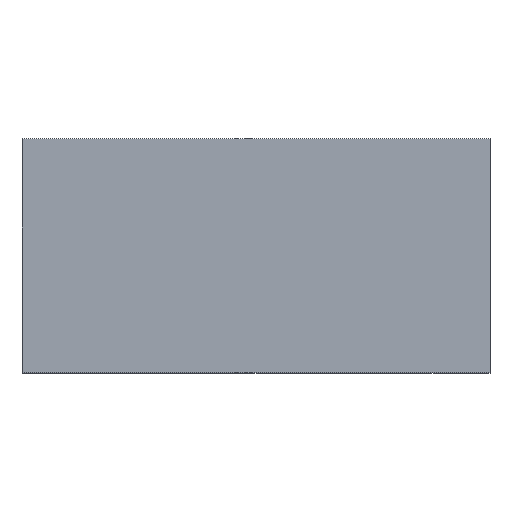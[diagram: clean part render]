
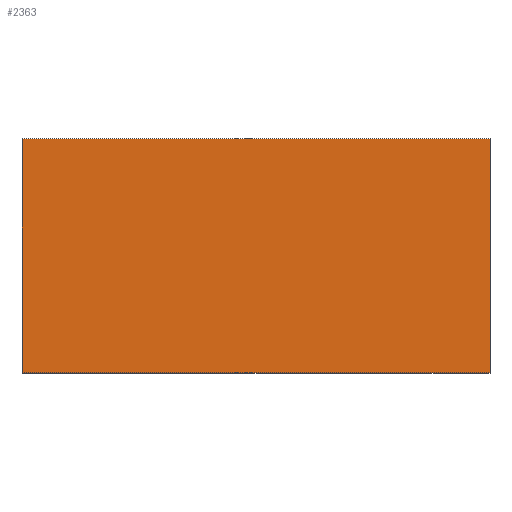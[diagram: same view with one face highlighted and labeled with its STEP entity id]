
A CAD part, top view. The second image highlights one B-rep face of the part: STEP entity #2363.
In plain terms, the highlighted planar face has unit normal (0, 0, 1).
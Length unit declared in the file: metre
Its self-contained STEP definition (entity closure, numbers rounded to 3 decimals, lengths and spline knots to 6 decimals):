
#241=LINE('',#4236,#432);
#242=LINE('',#4239,#433);
#243=LINE('',#4241,#434);
#244=LINE('',#4243,#435);
#432=VECTOR('',#2803,1.);
#433=VECTOR('',#2804,1.);
#434=VECTOR('',#2805,1.);
#435=VECTOR('',#2806,1.);
#517=PLANE('',#2456);
#879=ORIENTED_EDGE('',*,*,#1197,.T.);
#880=ORIENTED_EDGE('',*,*,#1198,.F.);
#881=ORIENTED_EDGE('',*,*,#1199,.F.);
#882=ORIENTED_EDGE('',*,*,#1200,.T.);
#1197=EDGE_CURVE('',#1355,#1356,#241,.T.);
#1198=EDGE_CURVE('',#1357,#1356,#242,.T.);
#1199=EDGE_CURVE('',#1358,#1357,#243,.T.);
#1200=EDGE_CURVE('',#1358,#1355,#244,.T.);
#1355=VERTEX_POINT('',#4237);
#1356=VERTEX_POINT('',#4238);
#1357=VERTEX_POINT('',#4240);
#1358=VERTEX_POINT('',#4242);
#1467=EDGE_LOOP('',(#879,#880,#881,#882));
#1580=FACE_BOUND('',#1467,.T.);
#2363=ADVANCED_FACE('',(#1580),#517,.F.);
#2456=AXIS2_PLACEMENT_3D('',#4235,#2801,#2802);
#2801=DIRECTION('',(0.,0.,-1.));
#2802=DIRECTION('',(-1.,0.,0.));
#2803=DIRECTION('',(-1.,0.,0.));
#2804=DIRECTION('',(0.,1.,0.));
#2805=DIRECTION('',(-1.,0.,0.));
#2806=DIRECTION('',(0.,1.,0.));
#4235=CARTESIAN_POINT('',(0.016,-0.008,0.01485));
#4236=CARTESIAN_POINT('',(0.016,0.008,0.01485));
#4237=CARTESIAN_POINT('',(0.016,0.008,0.01485));
#4238=CARTESIAN_POINT('',(-0.016,0.008,0.01485));
#4239=CARTESIAN_POINT('',(-0.016,-0.008,0.01485));
#4240=CARTESIAN_POINT('',(-0.016,-0.008,0.01485));
#4241=CARTESIAN_POINT('',(0.016,-0.008,0.01485));
#4242=CARTESIAN_POINT('',(0.016,-0.008,0.01485));
#4243=CARTESIAN_POINT('',(0.016,-0.008,0.01485));
